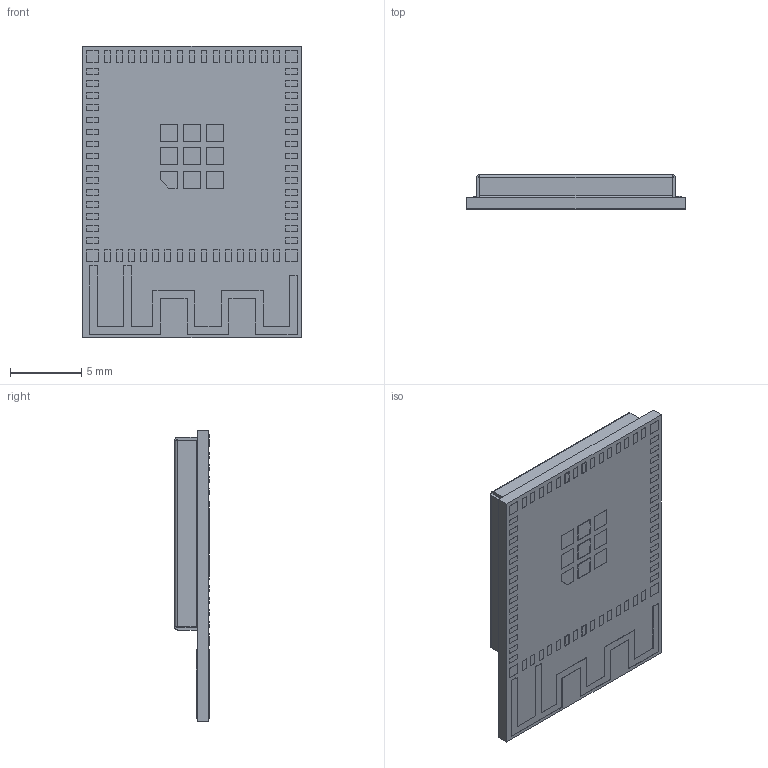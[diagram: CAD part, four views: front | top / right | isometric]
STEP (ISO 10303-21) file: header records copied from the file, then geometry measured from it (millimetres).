
FILE_DESCRIPTION(/* description */ ('STEP AP214'),/* implementation_level */ '2;1');
FILE_NAME(/* name */ 'ESP32-S3-MINI-1.step',/* time_stamp */ '2025-09-29T22:35:57+02:00',/* author */ (''),/* organization */ (''),/* preprocessor_version */ 'ST-DEVELOPER v20.1',/* originating_system */ 'Autodesk Translation Framework v14.17.0.0',/* authorisation */ '');
FILE_SCHEMA (('AUTOMOTIVE_DESIGN { 1 0 10303 214 3 1 1 }'));
Length unit declared in the file: millimetre
Products named in the file (1): 24CE520B-2A57-4DF2-AC9A-36D554973D4C
Bounding box: 15.4 x 2.42 x 20.5 mm (x, y, z)
Volume: 308 mm3; surface area: 1214.5 mm2
Topology: 1 solids, 1 shells, 493 faces, 2442 edges, 2056 vertices
Faces by surface type: plane 480, cylinder 13
Full cylindrical faces by diameter (mm): 0.5 x1
Entity records: 27122 total; most frequent: CARTESIAN_POINT 6466, ORIENTED_EDGE 4884, DIRECTION 3309, EDGE_CURVE 2442, LINE 2269, VECTOR 2269, VERTEX_POINT 2056, EDGE_LOOP 606
